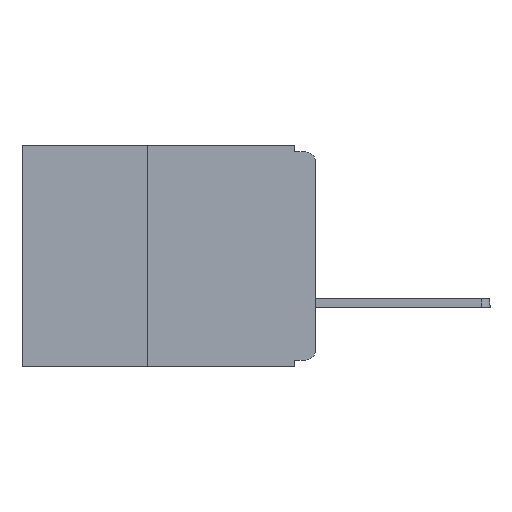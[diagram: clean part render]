
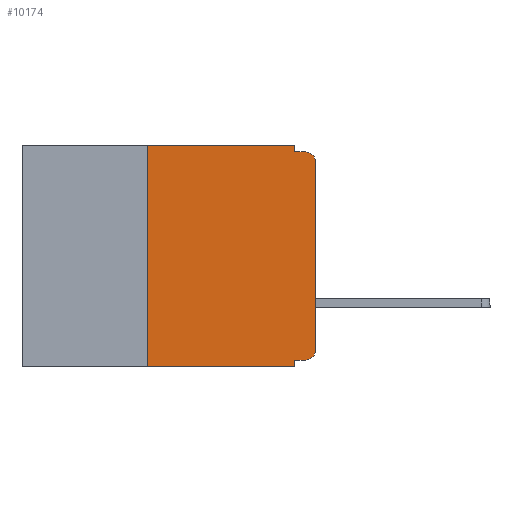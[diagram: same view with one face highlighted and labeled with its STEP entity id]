
A CAD part, left-side view. The second image highlights one B-rep face of the part: STEP entity #10174.
In plain terms, the highlighted planar face has unit normal (-1, 0, 0).
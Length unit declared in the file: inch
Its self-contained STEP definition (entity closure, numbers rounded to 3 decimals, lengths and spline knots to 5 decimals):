
#56 = CARTESIAN_POINT ( 'NONE',  ( 0., 0.031, -0.33 ) ) ;
#348 = VECTOR ( 'NONE', #14625, 39.37008 ) ;
#683 = CARTESIAN_POINT ( 'NONE',  ( 0., 0.015, -0.305 ) ) ;
#872 = EDGE_CURVE ( 'NONE', #1685, #14010, #7079, .T. ) ;
#903 = CARTESIAN_POINT ( 'NONE',  ( 0., 0.031, 0. ) ) ;
#1071 = ORIENTED_EDGE ( 'NONE', *, *, #10726, .T. ) ;
#1085 = FACE_OUTER_BOUND ( 'NONE', #8208, .T. ) ;
#1086 = ORIENTED_EDGE ( 'NONE', *, *, #872, .F. ) ;
#1575 = DIRECTION ( 'NONE',  ( 1., 0., 0. ) ) ;
#1685 = VERTEX_POINT ( 'NONE', #2023 ) ;
#2023 = CARTESIAN_POINT ( 'NONE',  ( 0., 0.015, -0.32 ) ) ;
#2404 = DIRECTION ( 'NONE',  ( 0., 0., -1. ) ) ;
#2632 = VERTEX_POINT ( 'NONE', #8087 ) ;
#3078 = VERTEX_POINT ( 'NONE', #19295 ) ;
#3213 = EDGE_CURVE ( 'NONE', #15917, #3078, #18226, .T. ) ;
#3482 = CARTESIAN_POINT ( 'NONE',  ( 0., 0.25, -0.33 ) ) ;
#3532 = VECTOR ( 'NONE', #13552, 39.37008 ) ;
#4086 = AXIS2_PLACEMENT_3D ( 'NONE', #683, #12454, #2404 ) ;
#4373 = DIRECTION ( 'NONE',  ( -1., 0., 0. ) ) ;
#5069 = VECTOR ( 'NONE', #8573, 39.37008 ) ;
#5242 = EDGE_CURVE ( 'NONE', #1685, #5346, #8126, .T. ) ;
#5272 = VECTOR ( 'NONE', #17634, 39.37008 ) ;
#5346 = VERTEX_POINT ( 'NONE', #12733 ) ;
#5463 = VERTEX_POINT ( 'NONE', #16097 ) ;
#5505 = LINE ( 'NONE', #13035, #348 ) ;
#5801 = VECTOR ( 'NONE', #10241, 39.37008 ) ;
#6265 = DIRECTION ( 'NONE',  ( 0., 0., 1. ) ) ;
#6498 = CARTESIAN_POINT ( 'NONE',  ( 0., 0.031, 0. ) ) ;
#7079 = LINE ( 'NONE', #8286, #14143 ) ;
#7224 = EDGE_CURVE ( 'NONE', #7690, #17468, #21123, .T. ) ;
#7534 = DIRECTION ( 'NONE',  ( 0., 1., 0. ) ) ;
#7610 = EDGE_CURVE ( 'NONE', #15917, #2632, #10292, .T. ) ;
#7690 = VERTEX_POINT ( 'NONE', #6498 ) ;
#8087 = CARTESIAN_POINT ( 'NONE',  ( 0., 0.25, 0. ) ) ;
#8126 = CIRCLE ( 'NONE', #4086, 0.015 ) ;
#8208 = EDGE_LOOP ( 'NONE', ( #1071, #15211, #10381, #18376, #20600, #12267, #15184, #12005, #1086, #10538 ) ) ;
#8286 = CARTESIAN_POINT ( 'NONE',  ( 0., 0., -0.32 ) ) ;
#8573 = DIRECTION ( 'NONE',  ( 0., -1., 0. ) ) ;
#8624 = LINE ( 'NONE', #11939, #3532 ) ;
#9431 = DIRECTION ( 'NONE',  ( 0., 0., -1. ) ) ;
#9558 = EDGE_CURVE ( 'NONE', #2632, #7690, #5505, .T. ) ;
#10174 = ADVANCED_FACE ( 'NONE', ( #1085 ), #19536, .F. ) ;
#10241 = DIRECTION ( 'NONE',  ( 0., 0., -1. ) ) ;
#10292 = LINE ( 'NONE', #19127, #17770 ) ;
#10381 = ORIENTED_EDGE ( 'NONE', *, *, #13315, .F. ) ;
#10538 = ORIENTED_EDGE ( 'NONE', *, *, #5242, .T. ) ;
#10726 = EDGE_CURVE ( 'NONE', #5346, #5463, #8624, .T. ) ;
#11114 = CIRCLE ( 'NONE', #17490, 0.015 ) ;
#11939 = CARTESIAN_POINT ( 'NONE',  ( 0., 0., 0. ) ) ;
#12005 = ORIENTED_EDGE ( 'NONE', *, *, #18308, .F. ) ;
#12267 = ORIENTED_EDGE ( 'NONE', *, *, #7610, .F. ) ;
#12454 = DIRECTION ( 'NONE',  ( -1., 0., 0. ) ) ;
#12723 = CARTESIAN_POINT ( 'NONE',  ( 0., 0.031, -0.01 ) ) ;
#12733 = CARTESIAN_POINT ( 'NONE',  ( 0., 0., -0.305 ) ) ;
#13035 = CARTESIAN_POINT ( 'NONE',  ( 0., 0.437, 0. ) ) ;
#13292 = DIRECTION ( 'NONE',  ( 0., 0., -1. ) ) ;
#13315 = EDGE_CURVE ( 'NONE', #17468, #18093, #19048, .T. ) ;
#13552 = DIRECTION ( 'NONE',  ( 0., 0., 1. ) ) ;
#13755 = CARTESIAN_POINT ( 'NONE',  ( 0., 0.031, -0.32 ) ) ;
#14010 = VERTEX_POINT ( 'NONE', #13755 ) ;
#14143 = VECTOR ( 'NONE', #7534, 39.37008 ) ;
#14241 = CARTESIAN_POINT ( 'NONE',  ( 0., 0.015, -0.025 ) ) ;
#14456 = LINE ( 'NONE', #56, #5801 ) ;
#14625 = DIRECTION ( 'NONE',  ( 0., -1., 0. ) ) ;
#15184 = ORIENTED_EDGE ( 'NONE', *, *, #3213, .T. ) ;
#15211 = ORIENTED_EDGE ( 'NONE', *, *, #15337, .T. ) ;
#15337 = EDGE_CURVE ( 'NONE', #5463, #18093, #11114, .T. ) ;
#15796 = DIRECTION ( 'NONE',  ( 0., 0., -1. ) ) ;
#15917 = VERTEX_POINT ( 'NONE', #3482 ) ;
#16097 = CARTESIAN_POINT ( 'NONE',  ( 0., 0., -0.025 ) ) ;
#16754 = VECTOR ( 'NONE', #9431, 39.37008 ) ;
#16861 = AXIS2_PLACEMENT_3D ( 'NONE', #19671, #1575, #13292 ) ;
#17392 = CARTESIAN_POINT ( 'NONE',  ( 0., 0.015, -0.01 ) ) ;
#17468 = VERTEX_POINT ( 'NONE', #12723 ) ;
#17490 = AXIS2_PLACEMENT_3D ( 'NONE', #14241, #4373, #15796 ) ;
#17634 = DIRECTION ( 'NONE',  ( 0., -1., 0. ) ) ;
#17637 = CARTESIAN_POINT ( 'NONE',  ( 0., 0.437, -0.33 ) ) ;
#17770 = VECTOR ( 'NONE', #6265, 39.37008 ) ;
#18093 = VERTEX_POINT ( 'NONE', #17392 ) ;
#18226 = LINE ( 'NONE', #17637, #5272 ) ;
#18308 = EDGE_CURVE ( 'NONE', #14010, #3078, #14456, .T. ) ;
#18376 = ORIENTED_EDGE ( 'NONE', *, *, #7224, .F. ) ;
#19048 = LINE ( 'NONE', #21430, #5069 ) ;
#19127 = CARTESIAN_POINT ( 'NONE',  ( 0., 0.25, -0.33 ) ) ;
#19295 = CARTESIAN_POINT ( 'NONE',  ( 0., 0.031, -0.33 ) ) ;
#19536 = PLANE ( 'NONE',  #16861 ) ;
#19671 = CARTESIAN_POINT ( 'NONE',  ( 0., 0.437, 0. ) ) ;
#20600 = ORIENTED_EDGE ( 'NONE', *, *, #9558, .F. ) ;
#21123 = LINE ( 'NONE', #903, #16754 ) ;
#21430 = CARTESIAN_POINT ( 'NONE',  ( 0., 0., -0.01 ) ) ;
